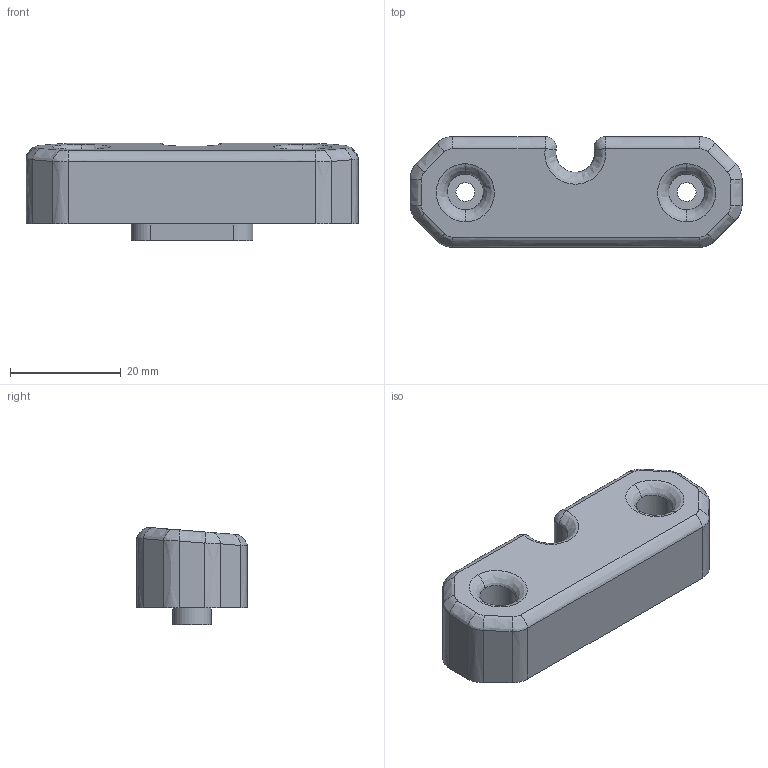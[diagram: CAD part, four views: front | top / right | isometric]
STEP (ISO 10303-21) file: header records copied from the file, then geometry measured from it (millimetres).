
FILE_DESCRIPTION (( 'STEP AP214' ), '1' );
FILE_NAME ('Top Left Foot.STEP', '2025-06-13T00:49:21', ( '' ), ( '' ), 'SwSTEP 2.0', 'SolidWorks 2024', '' );
FILE_SCHEMA (( 'AUTOMOTIVE_DESIGN' ));
Length unit declared in the file: millimetre
Products named in the file (1): Top Left Foot
Bounding box: 60 x 20 x 17.56 mm (x, y, z)
Volume: 14599.4 mm3; surface area: 4671.4 mm2
Topology: 1 solids, 1 shells, 65 faces, 160 edges, 98 vertices
Faces by surface type: bspline 32, cylinder 17, plane 16
Entity records: 4445 total; most frequent: CARTESIAN_POINT 2515, ORIENTED_EDGE 316, EDGE_CURVE 158, DIRECTION 149, VERTEX_POINT 98, B_SPLINE_CURVE_WITH_KNOTS 77, EDGE_LOOP 72, UNCERTAINTY_MEASURE_WITH_UNIT 67
